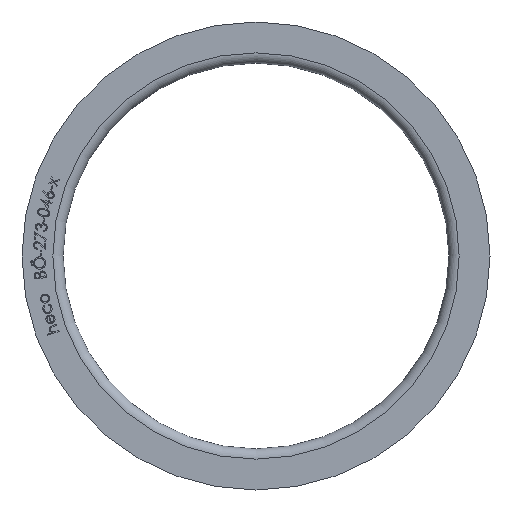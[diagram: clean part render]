
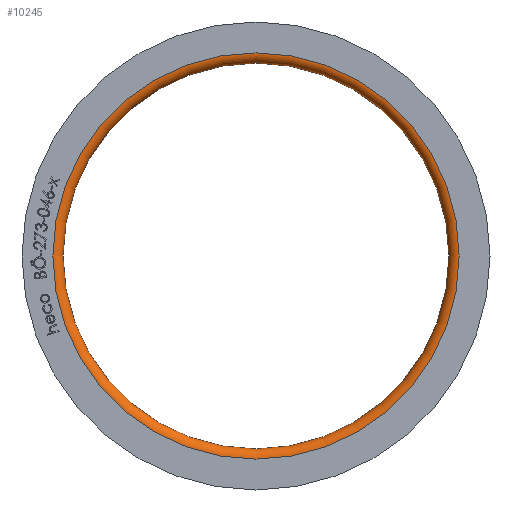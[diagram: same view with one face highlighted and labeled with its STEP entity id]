
A CAD part, left-side view. The second image highlights one B-rep face of the part: STEP entity #10245.
In plain terms, the highlighted toroidal (fillet/blend) face has major radius 138.9 mm and minor radius 7 mm.
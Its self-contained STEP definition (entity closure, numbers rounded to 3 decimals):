
#2517 = AXIS2_PLACEMENT_3D ( 'NONE', #7272, #7203, #3968 ) ;
#2529 = CARTESIAN_POINT ( 'NONE',  ( 0., 0., 138.9 ) ) ;
#2691 = ORIENTED_EDGE ( 'NONE', *, *, #5510, .T. ) ;
#3450 = DIRECTION ( 'NONE',  ( -1., 0., 0. ) ) ;
#3706 = VERTEX_POINT ( 'NONE', #2529 ) ;
#3968 = DIRECTION ( 'NONE',  ( 0., 0., 1. ) ) ;
#4743 = EDGE_LOOP ( 'NONE', ( #2691 ) ) ;
#4877 = CIRCLE ( 'NONE', #9320, 138.9 ) ;
#4896 = TOROIDAL_SURFACE ( 'NONE', #5585, 138.9, 7. ) ;
#5510 = EDGE_CURVE ( 'NONE', #3706, #3706, #4877, .T. ) ;
#5585 = AXIS2_PLACEMENT_3D ( 'NONE', #9573, #7234, #13065 ) ;
#5736 = EDGE_CURVE ( 'NONE', #10637, #10637, #7223, .T. ) ;
#7203 = DIRECTION ( 'NONE',  ( -1., 0., 0. ) ) ;
#7223 = CIRCLE ( 'NONE', #2517, 131.9 ) ;
#7234 = DIRECTION ( 'NONE',  ( -1., 0., 0. ) ) ;
#7272 = CARTESIAN_POINT ( 'NONE',  ( 7., 0., 0. ) ) ;
#8170 = EDGE_LOOP ( 'NONE', ( #12660 ) ) ;
#9181 = DIRECTION ( 'NONE',  ( 0., 0., 1. ) ) ;
#9217 = CARTESIAN_POINT ( 'NONE',  ( 7., 0., 131.9 ) ) ;
#9320 = AXIS2_PLACEMENT_3D ( 'NONE', #13620, #3450, #9181 ) ;
#9573 = CARTESIAN_POINT ( 'NONE',  ( 7., 0., 0. ) ) ;
#9717 = FACE_OUTER_BOUND ( 'NONE', #4743, .T. ) ;
#10245 = ADVANCED_FACE ( 'NONE', ( #13948, #9717 ), #4896, .T. ) ;
#10637 = VERTEX_POINT ( 'NONE', #9217 ) ;
#12660 = ORIENTED_EDGE ( 'NONE', *, *, #5736, .F. ) ;
#13065 = DIRECTION ( 'NONE',  ( 0., 0., 1. ) ) ;
#13620 = CARTESIAN_POINT ( 'NONE',  ( 0., 0., 0. ) ) ;
#13948 = FACE_OUTER_BOUND ( 'NONE', #8170, .T. ) ;
